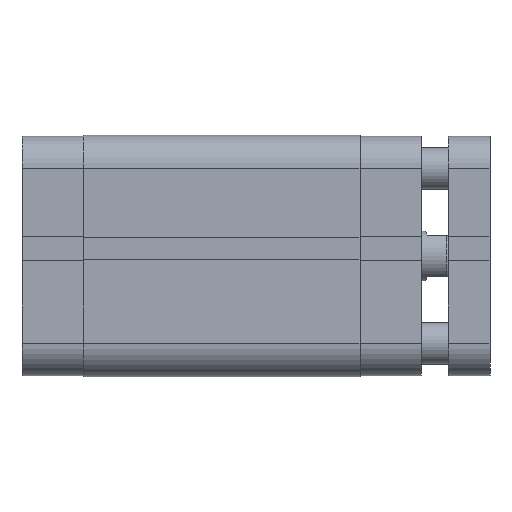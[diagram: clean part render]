
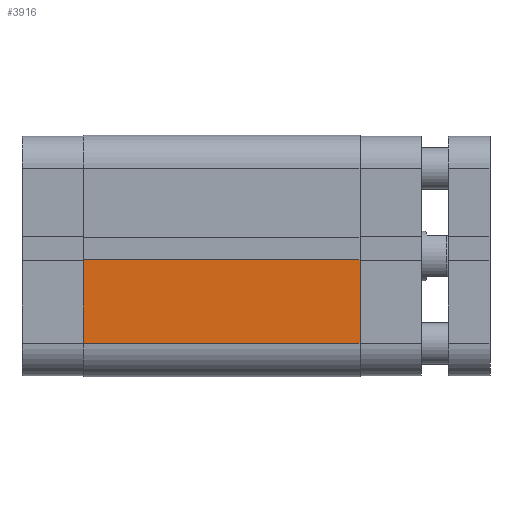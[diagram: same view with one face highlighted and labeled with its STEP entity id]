
A CAD part, front view. The second image highlights one B-rep face of the part: STEP entity #3916.
In plain terms, the highlighted face is planar.
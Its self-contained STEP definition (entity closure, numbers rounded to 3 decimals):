
#326 = VERTEX_POINT ( 'NONE', #730 ) ;
#431 = VERTEX_POINT ( 'NONE', #3517 ) ;
#436 = VERTEX_POINT ( 'NONE', #3522 ) ;
#535 = VERTEX_POINT ( 'NONE', #3611 ) ;
#730 = CARTESIAN_POINT ( 'NONE',  ( -21., 29., 66.5 ) ) ;
#914 = EDGE_CURVE ( 'NONE', #436, #431, #3114, .T. ) ;
#984 = EDGE_CURVE ( 'NONE', #326, #535, #3231, .T. ) ;
#1002 = EDGE_CURVE ( 'NONE', #326, #436, #3263, .T. ) ;
#1029 = EDGE_CURVE ( 'NONE', #535, #431, #3311, .T. ) ;
#2059 = AXIS2_PLACEMENT_3D ( 'NONE', #7117, #7123, #7124 ) ;
#2758 = ORIENTED_EDGE ( 'NONE', *, *, #914, .T. ) ;
#2759 = ORIENTED_EDGE ( 'NONE', *, *, #1002, .T. ) ;
#2760 = ORIENTED_EDGE ( 'NONE', *, *, #984, .F. ) ;
#2761 = ORIENTED_EDGE ( 'NONE', *, *, #1029, .F. ) ;
#3011 = EDGE_LOOP ( 'NONE', ( #2761, #2760, #2759, #2758 ) ) ;
#3114 = LINE ( 'NONE', #3935, #3116 ) ;
#3116 = VECTOR ( 'NONE', #3943, 1000. ) ;
#3218 = VECTOR ( 'NONE', #4165, 1000. ) ;
#3231 = LINE ( 'NONE', #4164, #3218 ) ;
#3263 = LINE ( 'NONE', #4211, #3264 ) ;
#3264 = VECTOR ( 'NONE', #4212, 1000. ) ;
#3311 = LINE ( 'NONE', #4280, #3312 ) ;
#3312 = VECTOR ( 'NONE', #4281, 1000. ) ;
#3517 = CARTESIAN_POINT ( 'NONE',  ( -0.85, 29., 0. ) ) ;
#3522 = CARTESIAN_POINT ( 'NONE',  ( -0.85, 29., 66.5 ) ) ;
#3611 = CARTESIAN_POINT ( 'NONE',  ( -21., 29., 0. ) ) ;
#3916 = ADVANCED_FACE ( 'NONE', ( #5924 ), #7114, .T. ) ;
#3935 = CARTESIAN_POINT ( 'NONE',  ( -0.85, 29., 66.5 ) ) ;
#3943 = DIRECTION ( 'NONE',  ( 0., 0., -1. ) ) ;
#4164 = CARTESIAN_POINT ( 'NONE',  ( -21., 29., 66.5 ) ) ;
#4165 = DIRECTION ( 'NONE',  ( 0., 0., -1. ) ) ;
#4211 = CARTESIAN_POINT ( 'NONE',  ( 0., 29., 66.5 ) ) ;
#4212 = DIRECTION ( 'NONE',  ( 1., 0., 0. ) ) ;
#4280 = CARTESIAN_POINT ( 'NONE',  ( 0., 29., 0. ) ) ;
#4281 = DIRECTION ( 'NONE',  ( 1., 0., 0. ) ) ;
#5924 = FACE_OUTER_BOUND ( 'NONE', #3011, .T. ) ;
#7114 = PLANE ( 'NONE',  #2059 ) ;
#7117 = CARTESIAN_POINT ( 'NONE',  ( 0., 29., 66.5 ) ) ;
#7123 = DIRECTION ( 'NONE',  ( 0., 1., 0. ) ) ;
#7124 = DIRECTION ( 'NONE',  ( 0., 0., 1. ) ) ;
